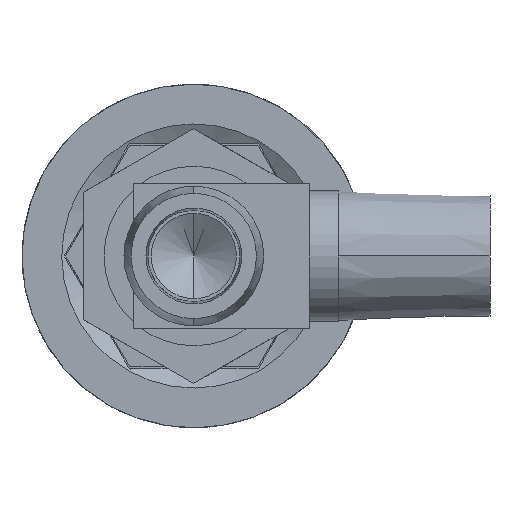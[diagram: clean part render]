
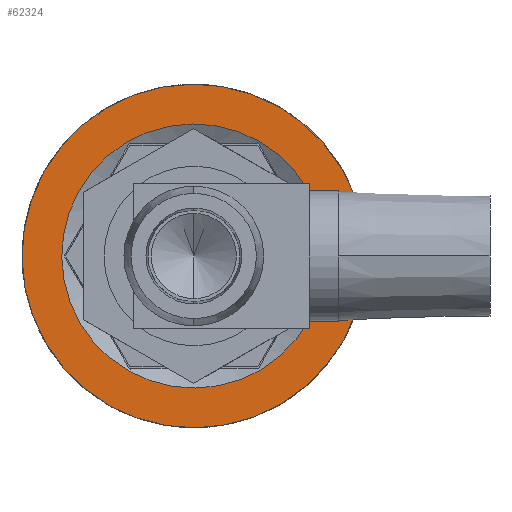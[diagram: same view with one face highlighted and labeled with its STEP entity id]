
A CAD part, front view. The second image highlights one B-rep face of the part: STEP entity #62324.
In plain terms, the highlighted face is planar.
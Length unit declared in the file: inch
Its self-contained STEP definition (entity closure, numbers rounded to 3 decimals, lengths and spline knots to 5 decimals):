
#1984 = DIRECTION ( 'NONE',  ( 0., 0., -1. ) ) ;
#5151 = AXIS2_PLACEMENT_3D ( 'NONE', #38760, #5816, #44301 ) ;
#5489 = FACE_BOUND ( 'NONE', #27149, .T. ) ;
#5816 = DIRECTION ( 'NONE',  ( 0., 0., -1. ) ) ;
#7246 = CARTESIAN_POINT ( 'NONE',  ( 0., 0., -1.765 ) ) ;
#9282 = CIRCLE ( 'NONE', #64431, 0.515 ) ;
#9888 = EDGE_LOOP ( 'NONE', ( #39409, #13253 ) ) ;
#10157 = CARTESIAN_POINT ( 'NONE',  ( 0.67, 0., -1.765 ) ) ;
#13253 = ORIENTED_EDGE ( 'NONE', *, *, #28385, .T. ) ;
#13811 = EDGE_CURVE ( 'NONE', #69520, #18307, #9282, .T. ) ;
#18307 = VERTEX_POINT ( 'NONE', #36556 ) ;
#20667 = CARTESIAN_POINT ( 'NONE',  ( 0.57, 0., -1.765 ) ) ;
#22664 = DIRECTION ( 'NONE',  ( 0., 0., -1. ) ) ;
#26215 = DIRECTION ( 'NONE',  ( -1., 0., 0. ) ) ;
#27149 = EDGE_LOOP ( 'NONE', ( #57080, #65024 ) ) ;
#28385 = EDGE_CURVE ( 'NONE', #68331, #61276, #64625, .T. ) ;
#31582 = CARTESIAN_POINT ( 'NONE',  ( -0.515, 0., -1.765 ) ) ;
#34914 = CARTESIAN_POINT ( 'NONE',  ( 0., 0., -1.765 ) ) ;
#36219 = EDGE_CURVE ( 'NONE', #18307, #69520, #53480, .T. ) ;
#36556 = CARTESIAN_POINT ( 'NONE',  ( 0.515, 0., -1.765 ) ) ;
#38356 = DIRECTION ( 'NONE',  ( 0., 0., -1. ) ) ;
#38760 = CARTESIAN_POINT ( 'NONE',  ( 0., 0., -1.765 ) ) ;
#39409 = ORIENTED_EDGE ( 'NONE', *, *, #58474, .T. ) ;
#40165 = DIRECTION ( 'NONE',  ( -1., 0., 0. ) ) ;
#40428 = DIRECTION ( 'NONE',  ( -1., 0., 0. ) ) ;
#44301 = DIRECTION ( 'NONE',  ( -1., 0., 0. ) ) ;
#44330 = AXIS2_PLACEMENT_3D ( 'NONE', #55574, #22664, #61123 ) ;
#45546 = CARTESIAN_POINT ( 'NONE',  ( -0.67, 0., -1.765 ) ) ;
#53480 = CIRCLE ( 'NONE', #68884, 0.515 ) ;
#55574 = CARTESIAN_POINT ( 'NONE',  ( 0., 0., -1.765 ) ) ;
#57080 = ORIENTED_EDGE ( 'NONE', *, *, #13811, .F. ) ;
#57855 = CIRCLE ( 'NONE', #44330, 0.67 ) ;
#58474 = EDGE_CURVE ( 'NONE', #61276, #68331, #57855, .T. ) ;
#59132 = DIRECTION ( 'NONE',  ( 0., 0., -1. ) ) ;
#61123 = DIRECTION ( 'NONE',  ( -1., 0., 0. ) ) ;
#61276 = VERTEX_POINT ( 'NONE', #45546 ) ;
#62273 = FACE_OUTER_BOUND ( 'NONE', #9888, .T. ) ;
#62324 = ADVANCED_FACE ( 'NONE', ( #5489, #62273 ), #69990, .T. ) ;
#64431 = AXIS2_PLACEMENT_3D ( 'NONE', #7246, #38356, #40165 ) ;
#64625 = CIRCLE ( 'NONE', #5151, 0.67 ) ;
#65024 = ORIENTED_EDGE ( 'NONE', *, *, #36219, .F. ) ;
#68331 = VERTEX_POINT ( 'NONE', #10157 ) ;
#68884 = AXIS2_PLACEMENT_3D ( 'NONE', #34914, #1984, #40428 ) ;
#69520 = VERTEX_POINT ( 'NONE', #31582 ) ;
#69990 = PLANE ( 'NONE',  #70905 ) ;
#70905 = AXIS2_PLACEMENT_3D ( 'NONE', #20667, #59132, #26215 ) ;
